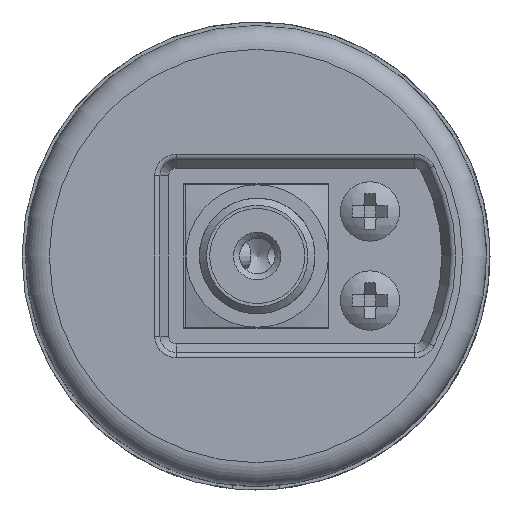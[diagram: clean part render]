
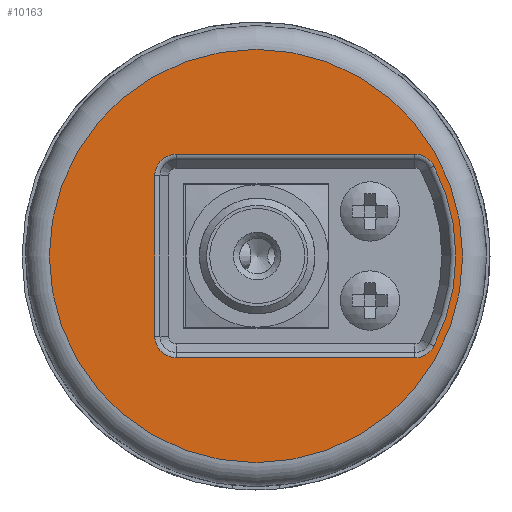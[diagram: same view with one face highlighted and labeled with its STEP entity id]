
A CAD part, left-side view. The second image highlights one B-rep face of the part: STEP entity #10163.
In plain terms, the highlighted planar face has unit normal (-1, 0, 0).
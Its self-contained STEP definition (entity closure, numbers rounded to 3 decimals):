
#536=FACE_BOUND('',#3577,.T.);
#1271=LINE('',#17113,#2112);
#1272=LINE('',#17124,#2113);
#1274=LINE('',#17136,#2115);
#2112=VECTOR('',#12867,10.);
#2113=VECTOR('',#12880,10.);
#2115=VECTOR('',#12894,10.);
#2500=PLANE('',#10858);
#2980=FACE_OUTER_BOUND('',#3576,.T.);
#3576=EDGE_LOOP('',(#8576,#8577));
#3577=EDGE_LOOP('',(#8578,#8579,#8580,#8581,#8582,#8583,#8584,#8585));
#3900=CIRCLE('',#10831,1.822);
#3904=CIRCLE('',#10837,1.822);
#3908=CIRCLE('',#10843,1.822);
#3911=CIRCLE('',#10847,16.522);
#3913=CIRCLE('',#10850,1.822);
#3917=CIRCLE('',#10859,17.4);
#3918=CIRCLE('',#10860,17.4);
#4772=VERTEX_POINT('',#17106);
#4775=VERTEX_POINT('',#17111);
#4777=VERTEX_POINT('',#17116);
#4779=VERTEX_POINT('',#17122);
#4781=VERTEX_POINT('',#17128);
#4783=VERTEX_POINT('',#17134);
#4785=VERTEX_POINT('',#17140);
#4787=VERTEX_POINT('',#17146);
#4793=VERTEX_POINT('',#17172);
#4794=VERTEX_POINT('',#17173);
#6075=EDGE_CURVE('',#4775,#4772,#1271,.T.);
#6077=EDGE_CURVE('',#4777,#4775,#3900,.T.);
#6080=EDGE_CURVE('',#4779,#4777,#1272,.T.);
#6083=EDGE_CURVE('',#4781,#4779,#3904,.T.);
#6086=EDGE_CURVE('',#4783,#4781,#1274,.T.);
#6089=EDGE_CURVE('',#4785,#4783,#3908,.T.);
#6092=EDGE_CURVE('',#4787,#4785,#3911,.T.);
#6094=EDGE_CURVE('',#4772,#4787,#3913,.T.);
#6105=EDGE_CURVE('',#4793,#4794,#3917,.T.);
#6106=EDGE_CURVE('',#4794,#4793,#3918,.T.);
#8576=ORIENTED_EDGE('',*,*,#6105,.F.);
#8577=ORIENTED_EDGE('',*,*,#6106,.F.);
#8578=ORIENTED_EDGE('',*,*,#6075,.F.);
#8579=ORIENTED_EDGE('',*,*,#6077,.F.);
#8580=ORIENTED_EDGE('',*,*,#6080,.F.);
#8581=ORIENTED_EDGE('',*,*,#6083,.F.);
#8582=ORIENTED_EDGE('',*,*,#6086,.F.);
#8583=ORIENTED_EDGE('',*,*,#6089,.F.);
#8584=ORIENTED_EDGE('',*,*,#6092,.F.);
#8585=ORIENTED_EDGE('',*,*,#6094,.F.);
#10163=ADVANCED_FACE('',(#2980,#536),#2500,.T.);
#10831=AXIS2_PLACEMENT_3D('',#17118,#12872,#12873);
#10837=AXIS2_PLACEMENT_3D('',#17130,#12886,#12887);
#10843=AXIS2_PLACEMENT_3D('',#17142,#12900,#12901);
#10847=AXIS2_PLACEMENT_3D('',#17148,#12908,#12909);
#10850=AXIS2_PLACEMENT_3D('',#17151,#12914,#12915);
#10858=AXIS2_PLACEMENT_3D('',#17171,#12937,#12938);
#10859=AXIS2_PLACEMENT_3D('',#17174,#12939,#12940);
#10860=AXIS2_PLACEMENT_3D('',#17175,#12941,#12942);
#12867=DIRECTION('',(0.,-1.,0.));
#12872=DIRECTION('center_axis',(-1.,0.,0.));
#12873=DIRECTION('ref_axis',(0.,0.707,-0.707));
#12880=DIRECTION('',(0.,0.,-1.));
#12886=DIRECTION('center_axis',(-1.,0.,0.));
#12887=DIRECTION('ref_axis',(0.,0.707,0.707));
#12894=DIRECTION('',(0.,1.,0.));
#12900=DIRECTION('center_axis',(-1.,0.,0.));
#12901=DIRECTION('ref_axis',(0.,-0.52,0.854));
#12908=DIRECTION('center_axis',(-1.,0.,0.));
#12909=DIRECTION('ref_axis',(0.,-1.,0.));
#12914=DIRECTION('center_axis',(-1.,0.,0.));
#12915=DIRECTION('ref_axis',(0.,-0.52,-0.854));
#12937=DIRECTION('center_axis',(-1.,0.,0.));
#12938=DIRECTION('ref_axis',(0.,-1.,0.));
#12939=DIRECTION('center_axis',(1.,0.,0.));
#12940=DIRECTION('ref_axis',(0.,0.,
-1.));
#12941=DIRECTION('center_axis',(1.,0.,0.));
#12942=DIRECTION('ref_axis',(0.,0.,
-1.));
#17106=CARTESIAN_POINT('',(2.11,-6.103,-8.572));
#17111=CARTESIAN_POINT('',(2.11,13.956,-8.572));
#17113=CARTESIAN_POINT('',(2.11,10.606,-8.572));
#17116=CARTESIAN_POINT('',(2.11,15.778,-6.75));
#17118=CARTESIAN_POINT('Origin',(2.11,13.956,-6.75));
#17122=CARTESIAN_POINT('',(2.11,15.778,6.75));
#17124=CARTESIAN_POINT('',(2.11,15.778,-4.35));
#17128=CARTESIAN_POINT('',(2.11,13.956,8.572));
#17130=CARTESIAN_POINT('Origin',(2.11,13.956,6.75));
#17134=CARTESIAN_POINT('',(2.11,-6.103,8.572));
#17136=CARTESIAN_POINT('',(2.11,0.577,8.572));
#17140=CARTESIAN_POINT('',(2.11,-7.721,7.587));
#17142=CARTESIAN_POINT('Origin',(2.11,-6.103,6.75));
#17146=CARTESIAN_POINT('',(2.11,-7.721,-7.587));
#17148=CARTESIAN_POINT('Origin',(2.11,6.956,0.));
#17151=CARTESIAN_POINT('Origin',(2.11,-6.103,-6.75));
#17171=CARTESIAN_POINT('Origin',(2.11,7.256,-8.7));
#17172=CARTESIAN_POINT('',(2.11,7.256,-17.4));
#17173=CARTESIAN_POINT('',(2.11,-10.144,0.));
#17174=CARTESIAN_POINT('Origin',(2.11,7.256,0.));
#17175=CARTESIAN_POINT('Origin',(2.11,7.256,0.));
